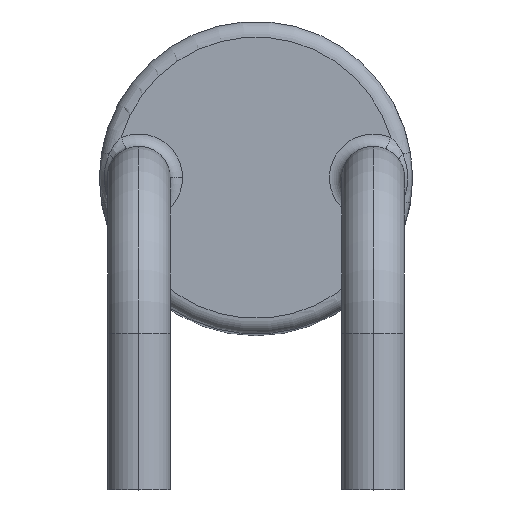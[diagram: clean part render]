
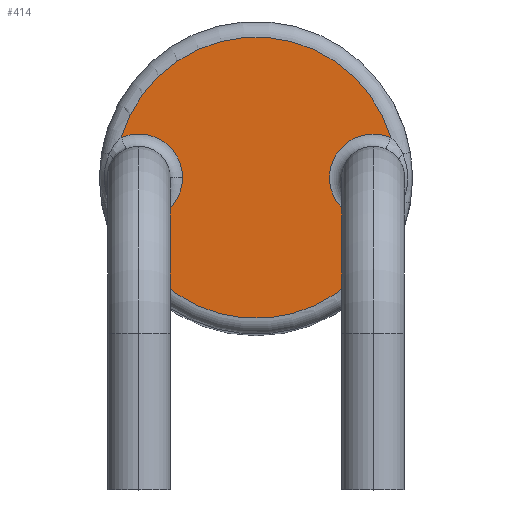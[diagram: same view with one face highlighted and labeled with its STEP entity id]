
A CAD part, top view. The second image highlights one B-rep face of the part: STEP entity #414.
In plain terms, the highlighted planar face has unit normal (0, 0, 1).
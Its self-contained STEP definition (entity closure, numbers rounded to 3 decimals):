
#83 = ORIENTED_EDGE ( 'NONE', *, *, #420, .T. ) ;
#84 = ORIENTED_EDGE ( 'NONE', *, *, #370, .T. ) ;
#86 = ORIENTED_EDGE ( 'NONE', *, *, #369, .T. ) ;
#87 = ORIENTED_EDGE ( 'NONE', *, *, #443, .T. ) ;
#88 = ORIENTED_EDGE ( 'NONE', *, *, #379, .T. ) ;
#183 = FACE_OUTER_BOUND ( 'NONE', #986, .T. ) ;
#185 = AXIS2_PLACEMENT_3D ( 'NONE', #721, #722, #723 ) ;
#193 = AXIS2_PLACEMENT_3D ( 'NONE', #703, #704, #705 ) ;
#202 = AXIS2_PLACEMENT_3D ( 'NONE', #1069, #1070, #1071 ) ;
#211 = AXIS2_PLACEMENT_3D ( 'NONE', #534, #535, #536 ) ;
#227 = AXIS2_PLACEMENT_3D ( 'NONE', #1030, #1031, #1032 ) ;
#284 = AXIS2_PLACEMENT_3D ( 'NONE', #1033, #1034, #1035 ) ;
#307 = CIRCLE ( 'NONE', #211, 0.28 ) ;
#321 = CIRCLE ( 'NONE', #185, 0.9 ) ;
#343 = CIRCLE ( 'NONE', #202, 0.9 ) ;
#351 = CIRCLE ( 'NONE', #284, 0.28 ) ;
#357 = CIRCLE ( 'NONE', #227, 0.28 ) ;
#369 = EDGE_CURVE ( 'NONE', #938, #937, #357, .T. ) ;
#370 = EDGE_CURVE ( 'NONE', #937, #961, #351, .T. ) ;
#379 = EDGE_CURVE ( 'NONE', #961, #962, #343, .T. ) ;
#414 = ADVANCED_FACE ( 'NONE', ( #183 ), #702, .T. ) ;
#420 = EDGE_CURVE ( 'NONE', #959, #938, #321, .T. ) ;
#443 = EDGE_CURVE ( 'NONE', #962, #959, #307, .T. ) ;
#534 = CARTESIAN_POINT ( 'NONE',  ( 0.75, 0., 0. ) ) ;
#535 = DIRECTION ( 'NONE',  ( 0., 0., -1. ) ) ;
#536 = DIRECTION ( 'NONE',  ( 1., 0., 0. ) ) ;
#702 = PLANE ( 'NONE',  #193 ) ;
#703 = CARTESIAN_POINT ( 'NONE',  ( 0., 0., 0. ) ) ;
#704 = DIRECTION ( 'NONE',  ( 0., 0., 1. ) ) ;
#705 = DIRECTION ( 'NONE',  ( 1., 0., 0. ) ) ;
#721 = CARTESIAN_POINT ( 'NONE',  ( 0., 0., 0. ) ) ;
#722 = DIRECTION ( 'NONE',  ( 0., 0., 1. ) ) ;
#723 = DIRECTION ( 'NONE',  ( 1., 0., 0. ) ) ;
#843 = CARTESIAN_POINT ( 'NONE',  ( -0.47, 0., 0. ) ) ;
#844 = CARTESIAN_POINT ( 'NONE',  ( -0.863, 0.256, 0. ) ) ;
#865 = CARTESIAN_POINT ( 'NONE',  ( 0.863, 0.256, 0. ) ) ;
#867 = CARTESIAN_POINT ( 'NONE',  ( -0.863, -0.256, 0. ) ) ;
#868 = CARTESIAN_POINT ( 'NONE',  ( 0.863, -0.256, 0. ) ) ;
#937 = VERTEX_POINT ( 'NONE', #843 ) ;
#938 = VERTEX_POINT ( 'NONE', #844 ) ;
#959 = VERTEX_POINT ( 'NONE', #865 ) ;
#961 = VERTEX_POINT ( 'NONE', #867 ) ;
#962 = VERTEX_POINT ( 'NONE', #868 ) ;
#986 = EDGE_LOOP ( 'NONE', ( #83, #86, #84, #88, #87 ) ) ;
#1030 = CARTESIAN_POINT ( 'NONE',  ( -0.75, 0., 0. ) ) ;
#1031 = DIRECTION ( 'NONE',  ( 0., 0., -1. ) ) ;
#1032 = DIRECTION ( 'NONE',  ( 1., 0., 0. ) ) ;
#1033 = CARTESIAN_POINT ( 'NONE',  ( -0.75, 0., 0. ) ) ;
#1034 = DIRECTION ( 'NONE',  ( 0., 0., -1. ) ) ;
#1035 = DIRECTION ( 'NONE',  ( 1., 0., 0. ) ) ;
#1069 = CARTESIAN_POINT ( 'NONE',  ( 0., 0., 0. ) ) ;
#1070 = DIRECTION ( 'NONE',  ( 0., 0., 1. ) ) ;
#1071 = DIRECTION ( 'NONE',  ( 1., 0., 0. ) ) ;
